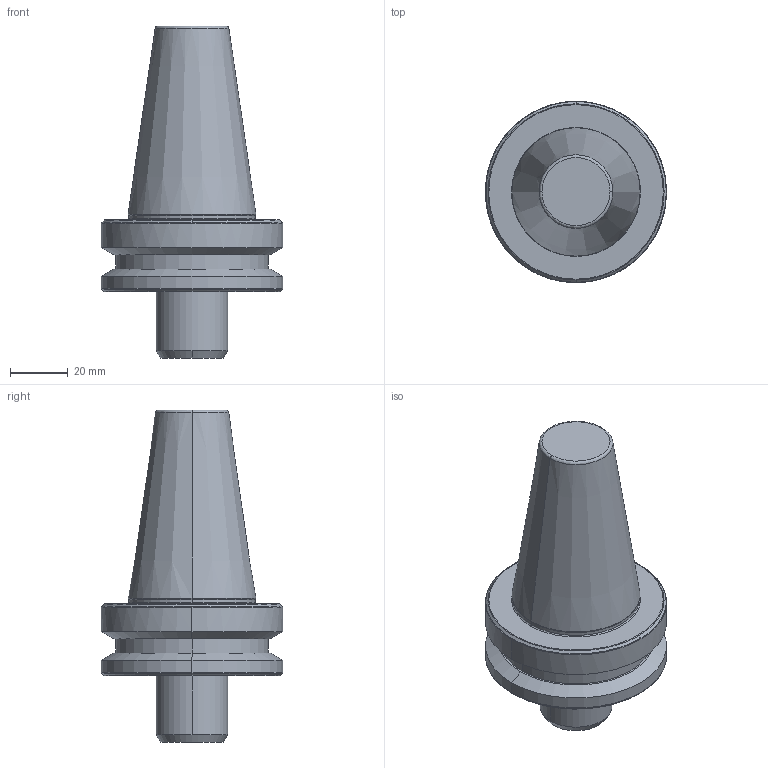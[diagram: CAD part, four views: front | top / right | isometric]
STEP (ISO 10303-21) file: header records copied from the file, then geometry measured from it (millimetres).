
FILE_DESCRIPTION (( 'STEP AP203' ), '1' );
FILE_NAME ('BT40 MT01 050 6.3G 15000 SL.STEP', '2019-05-24T04:04:03', ( '' ), ( '' ), 'SwSTEP 2.0', 'SolidWorks 2014', '' );
FILE_SCHEMA (( 'CONFIG_CONTROL_DESIGN' ));
Length unit declared in the file: millimetre
Products named in the file (1): BT40 MT01 050 6.3G 15000 SL
Bounding box: 63 x 63 x 115.4 mm (x, y, z)
Volume: 149489.5 mm3; surface area: 20041.3 mm2
Topology: 1 solids, 1 shells, 48 faces, 107 edges, 65 vertices
Faces by surface type: bspline 14, cone 14, cylinder 10, plane 6, torus 4
Entity records: 1999 total; most frequent: CARTESIAN_POINT 892, DIRECTION 226, ORIENTED_EDGE 214, EDGE_CURVE 107, AXIS2_PLACEMENT_3D 101, CIRCLE 66, VERTEX_POINT 65, EDGE_LOOP 52
